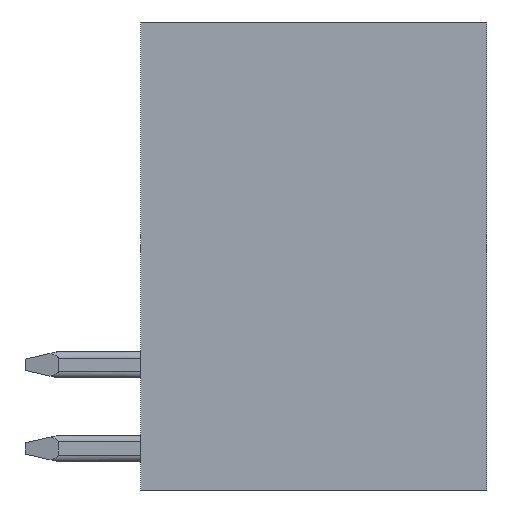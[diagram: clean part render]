
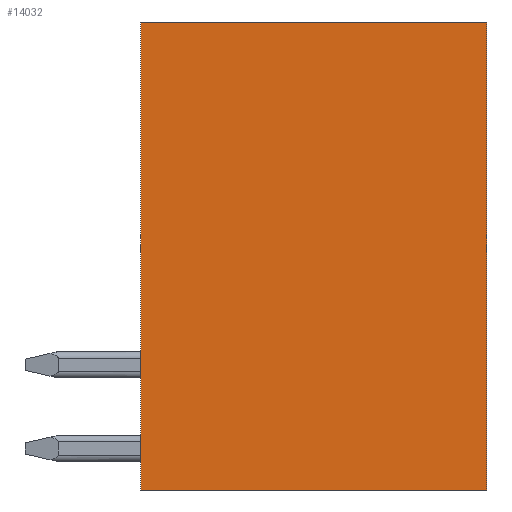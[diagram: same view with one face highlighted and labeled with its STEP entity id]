
A CAD part, front view. The second image highlights one B-rep face of the part: STEP entity #14032.
In plain terms, the highlighted planar face has unit normal (0, -1, 0).
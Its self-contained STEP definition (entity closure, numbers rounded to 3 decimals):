
#3393=DIRECTION('',(-1.,0.,0.));
#3394=VECTOR('',#3393,10.5);
#3395=CARTESIAN_POINT('',(5.25,-20.03,7.1));
#3396=LINE('',#3395,#3394);
#3397=DIRECTION('',(0.,0.,1.));
#3398=VECTOR('',#3397,14.2);
#3399=CARTESIAN_POINT('',(5.25,-20.03,-7.1));
#3400=LINE('',#3399,#3398);
#3401=DIRECTION('',(1.,0.,0.));
#3402=VECTOR('',#3401,10.5);
#3403=CARTESIAN_POINT('',(-5.25,-20.03,-7.1));
#3404=LINE('',#3403,#3402);
#3405=DIRECTION('',(0.,0.,-1.));
#3406=VECTOR('',#3405,14.2);
#3407=CARTESIAN_POINT('',(-5.25,-20.03,7.1));
#3408=LINE('',#3407,#3406);
#8269=CARTESIAN_POINT('',(5.25,-20.03,7.1));
#8270=CARTESIAN_POINT('',(-5.25,-20.03,7.1));
#8271=VERTEX_POINT('',#8269);
#8272=VERTEX_POINT('',#8270);
#8273=CARTESIAN_POINT('',(-5.25,-20.03,-7.1));
#8274=VERTEX_POINT('',#8273);
#8275=CARTESIAN_POINT('',(5.25,-20.03,-7.1));
#8276=VERTEX_POINT('',#8275);
#14021=CARTESIAN_POINT('',(0.,-20.03,0.));
#14022=DIRECTION('',(0.,-1.,0.));
#14023=DIRECTION('',(0.,0.,-1.));
#14024=AXIS2_PLACEMENT_3D('',#14021,#14022,#14023);
#14025=PLANE('',#14024);
#14026=ORIENTED_EDGE('',*,*,#13818,.F.);
#14027=ORIENTED_EDGE('',*,*,#13879,.F.);
#14028=ORIENTED_EDGE('',*,*,#14013,.F.);
#14029=ORIENTED_EDGE('',*,*,#10168,.F.);
#14030=EDGE_LOOP('',(#14026,#14027,#14028,#14029));
#14031=FACE_OUTER_BOUND('',#14030,.F.);
#14032=ADVANCED_FACE('',(#14031),#14025,.T.);
#10168=EDGE_CURVE('',#8272,#8274,#3408,.T.);
#13818=EDGE_CURVE('',#8271,#8272,#3396,.T.);
#13879=EDGE_CURVE('',#8276,#8271,#3400,.T.);
#14013=EDGE_CURVE('',#8274,#8276,#3404,.T.);
